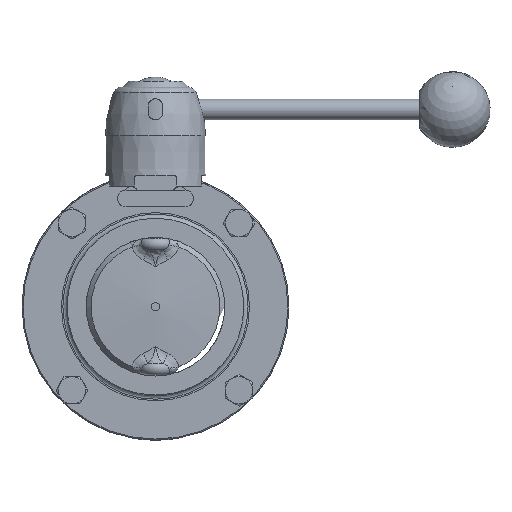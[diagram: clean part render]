
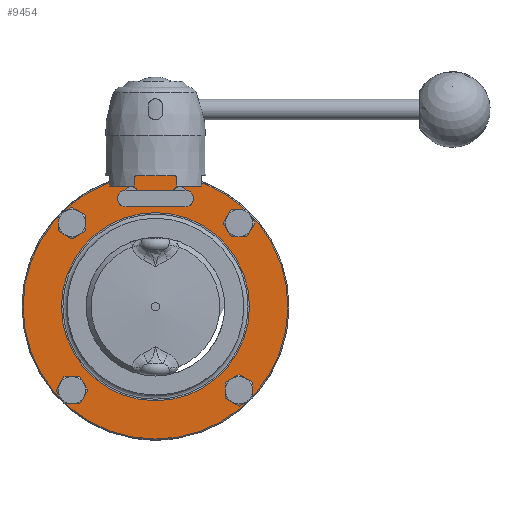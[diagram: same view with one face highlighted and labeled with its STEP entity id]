
A CAD part, left-side view. The second image highlights one B-rep face of the part: STEP entity #9454.
In plain terms, the highlighted planar face has unit normal (-1, 0, 0).
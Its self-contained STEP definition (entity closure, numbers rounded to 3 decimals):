
#794=CARTESIAN_POINT('',(-10.,-44.75,0.0));
#795=VERTEX_POINT('',#794);
#796=CARTESIAN_POINT('',(-10.,0.0,0.0));
#797=DIRECTION('',(-1.0,0.0,0.0));
#798=DIRECTION('',(0.0,-1.0,0.0));
#799=AXIS2_PLACEMENT_3D('',#796,#797,#798);
#800=CIRCLE('',#799,44.75);
#801=EDGE_CURVE('',#795,#795,#800,.T.);
#813=CARTESIAN_POINT('',(-10.,12.426,61.762));
#814=VERTEX_POINT('',#813);
#822=CARTESIAN_POINT('',(-10.,-12.426,61.762));
#823=VERTEX_POINT('',#822);
#824=CARTESIAN_POINT('',(-10.,0.0,0.0));
#825=DIRECTION('',(1.0,0.0,0.0));
#826=DIRECTION('',(0.0,1.0,0.0));
#827=AXIS2_PLACEMENT_3D('',#824,#825,#826);
#828=CIRCLE('',#827,63.);
#829=EDGE_CURVE('',#814,#823,#828,.T.);
#840=CARTESIAN_POINT('',(-10.,-12.535,61.74));
#841=VERTEX_POINT('',#840);
#849=CARTESIAN_POINT('',(-10.,12.535,61.74));
#850=VERTEX_POINT('',#849);
#851=CARTESIAN_POINT('',(-10.,0.0,0.0));
#852=DIRECTION('',(1.0,0.0,0.0));
#853=DIRECTION('',(0.0,1.0,0.0));
#854=AXIS2_PLACEMENT_3D('',#851,#852,#853);
#855=CIRCLE('',#854,63.);
#856=EDGE_CURVE('',#841,#850,#855,.T.);
#5385=CARTESIAN_POINT('',(-10.,-34.075,39.775));
#5386=VERTEX_POINT('',#5385);
#5387=CARTESIAN_POINT('',(-10.,-39.775,39.775));
#5388=DIRECTION('',(1.0,0.0,0.0));
#5389=DIRECTION('',(0.0,1.0,0.0));
#5390=AXIS2_PLACEMENT_3D('',#5387,#5388,#5389);
#5391=CIRCLE('',#5390,5.7);
#5392=EDGE_CURVE('',#5386,#5386,#5391,.T.);
#6255=CARTESIAN_POINT('',(-10.,-39.775,-34.075));
#6256=VERTEX_POINT('',#6255);
#6257=CARTESIAN_POINT('',(-10.,-39.775,-39.775));
#6258=DIRECTION('',(1.0,0.0,0.0));
#6259=DIRECTION('',(0.0,0.0,1.0));
#6260=AXIS2_PLACEMENT_3D('',#6257,#6258,#6259);
#6261=CIRCLE('',#6260,5.7);
#6262=EDGE_CURVE('',#6256,#6256,#6261,.T.);
#7125=CARTESIAN_POINT('',(-10.,34.075,-39.775));
#7126=VERTEX_POINT('',#7125);
#7127=CARTESIAN_POINT('',(-10.,39.775,-39.775));
#7128=DIRECTION('',(1.0,0.0,0.0));
#7129=DIRECTION('',(0.0,-1.0,0.0));
#7130=AXIS2_PLACEMENT_3D('',#7127,#7128,#7129);
#7131=CIRCLE('',#7130,5.7);
#7132=EDGE_CURVE('',#7126,#7126,#7131,.T.);
#7995=CARTESIAN_POINT('',(-10.,39.775,34.075));
#7996=VERTEX_POINT('',#7995);
#7997=CARTESIAN_POINT('',(-10.,39.775,39.775));
#7998=DIRECTION('',(1.0,0.0,0.0));
#7999=DIRECTION('',(0.0,0.0,-1.0));
#8000=AXIS2_PLACEMENT_3D('',#7997,#7998,#7999);
#8001=CIRCLE('',#8000,5.7);
#8002=EDGE_CURVE('',#7996,#7996,#8001,.T.);
#9103=CARTESIAN_POINT('',(-10.,-11.5,49.9));
#9104=VERTEX_POINT('',#9103);
#9105=CARTESIAN_POINT('',(-10.0,-11.5,53.5));
#9106=DIRECTION('',(1.0,0.0,0.0));
#9107=DIRECTION('',(0.0,0.0,-1.0));
#9108=AXIS2_PLACEMENT_3D('',#9105,#9106,#9107);
#9109=CIRCLE('',#9108,3.6);
#9110=EDGE_CURVE('',#9104,#9104,#9109,.T.);
#9124=CARTESIAN_POINT('',(-10.,11.5,49.9));
#9125=VERTEX_POINT('',#9124);
#9126=CARTESIAN_POINT('',(-10.0,11.5,53.5));
#9127=DIRECTION('',(1.0,0.0,0.0));
#9128=DIRECTION('',(0.0,0.0,-1.0));
#9129=AXIS2_PLACEMENT_3D('',#9126,#9127,#9128);
#9130=CIRCLE('',#9129,3.6);
#9131=EDGE_CURVE('',#9125,#9125,#9130,.T.);
#9396=CARTESIAN_POINT('',(-10.,-54.125,0.0));
#9397=DIRECTION('',(-1.0,0.0,0.0));
#9398=DIRECTION('',(0.0,0.0,-1.0));
#9399=AXIS2_PLACEMENT_3D('',#9396,#9397,#9398);
#9400=PLANE('',#9399);
#9401=CARTESIAN_POINT('',(-10.,12.426,61.74));
#9402=VERTEX_POINT('',#9401);
#9403=CARTESIAN_POINT('',(-10.,12.426,61.762));
#9404=DIRECTION('',(0.0,0.0,-1.0));
#9405=VECTOR('',#9404,0.022);
#9406=LINE('',#9403,#9405);
#9407=EDGE_CURVE('',#814,#9402,#9406,.T.);
#9408=ORIENTED_EDGE('',*,*,#9407,.T.);
#9409=CARTESIAN_POINT('',(-10.,12.426,61.74));
#9410=DIRECTION('',(0.0,1.0,0.0));
#9411=VECTOR('',#9410,0.109);
#9412=LINE('',#9409,#9411);
#9413=EDGE_CURVE('',#9402,#850,#9412,.T.);
#9414=ORIENTED_EDGE('',*,*,#9413,.T.);
#9415=ORIENTED_EDGE('',*,*,#856,.F.);
#9416=CARTESIAN_POINT('',(-10.,-12.426,61.74));
#9417=VERTEX_POINT('',#9416);
#9418=CARTESIAN_POINT('',(-10.,-12.535,61.74));
#9419=DIRECTION('',(0.0,1.0,0.0));
#9420=VECTOR('',#9419,0.109);
#9421=LINE('',#9418,#9420);
#9422=EDGE_CURVE('',#841,#9417,#9421,.T.);
#9423=ORIENTED_EDGE('',*,*,#9422,.T.);
#9424=CARTESIAN_POINT('',(-10.,-12.426,61.74));
#9425=DIRECTION('',(0.0,0.0,1.0));
#9426=VECTOR('',#9425,0.022);
#9427=LINE('',#9424,#9426);
#9428=EDGE_CURVE('',#9417,#823,#9427,.T.);
#9429=ORIENTED_EDGE('',*,*,#9428,.T.);
#9430=ORIENTED_EDGE('',*,*,#829,.F.);
#9431=EDGE_LOOP('',(#9408,#9414,#9415,#9423,#9429,#9430));
#9432=FACE_OUTER_BOUND('',#9431,.T.);
#9433=ORIENTED_EDGE('',*,*,#9131,.T.);
#9434=EDGE_LOOP('',(#9433));
#9435=FACE_BOUND('',#9434,.T.);
#9436=ORIENTED_EDGE('',*,*,#9110,.T.);
#9437=EDGE_LOOP('',(#9436));
#9438=FACE_BOUND('',#9437,.T.);
#9439=ORIENTED_EDGE('',*,*,#801,.F.);
#9440=EDGE_LOOP('',(#9439));
#9441=FACE_BOUND('',#9440,.T.);
#9442=ORIENTED_EDGE('',*,*,#5392,.T.);
#9443=EDGE_LOOP('',(#9442));
#9444=FACE_BOUND('',#9443,.T.);
#9445=ORIENTED_EDGE('',*,*,#6262,.T.);
#9446=EDGE_LOOP('',(#9445));
#9447=FACE_BOUND('',#9446,.T.);
#9448=ORIENTED_EDGE('',*,*,#7132,.T.);
#9449=EDGE_LOOP('',(#9448));
#9450=FACE_BOUND('',#9449,.T.);
#9451=ORIENTED_EDGE('',*,*,#8002,.T.);
#9452=EDGE_LOOP('',(#9451));
#9453=FACE_BOUND('',#9452,.T.);
#9454=ADVANCED_FACE('',(#9432,#9435,#9438,#9441,#9444,#9447,#9450,#9453),#9400,.T.);
